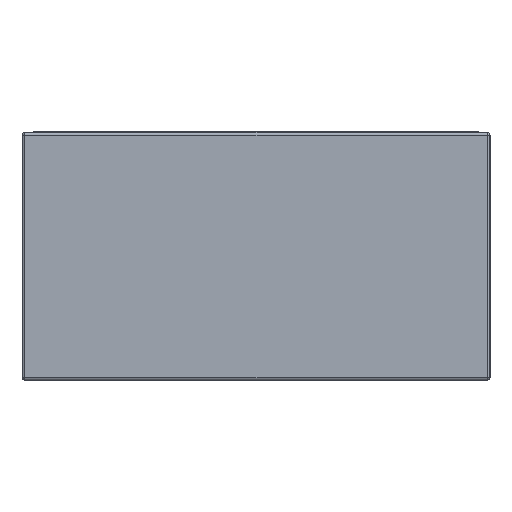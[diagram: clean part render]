
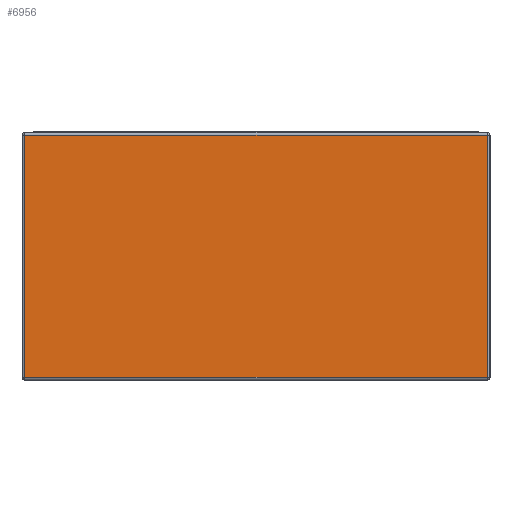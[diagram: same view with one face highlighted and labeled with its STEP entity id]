
A CAD part, left-side view. The second image highlights one B-rep face of the part: STEP entity #6956.
In plain terms, the highlighted planar face has unit normal (-1, 0, 0).
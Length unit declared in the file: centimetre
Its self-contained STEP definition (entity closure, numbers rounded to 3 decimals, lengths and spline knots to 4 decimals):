
#497 = FACE_OUTER_BOUND ( 'NONE', #7279, .T. ) ;
#1301 = CARTESIAN_POINT ( 'NONE',  ( -0.0775, -0.0425, 0.0225 ) ) ;
#2325 = CARTESIAN_POINT ( 'NONE',  ( -0.0775, 0.042, 0.0445 ) ) ;
#2575 = VECTOR ( 'NONE', #3164, 100. ) ;
#2796 = LINE ( 'NONE', #6453, #11466 ) ;
#2935 = ORIENTED_EDGE ( 'NONE', *, *, #8795, .F. ) ;
#3021 = DIRECTION ( 'NONE',  ( -1., 0., 0. ) ) ;
#3159 = VECTOR ( 'NONE', #5708, 100. ) ;
#3164 = DIRECTION ( 'NONE',  ( 0., -1., 0. ) ) ;
#3192 = CARTESIAN_POINT ( 'NONE',  ( -0.0775, -0.042, 0.0445 ) ) ;
#3527 = VECTOR ( 'NONE', #5968, 100. ) ;
#5601 = EDGE_CURVE ( 'NONE', #7395, #9057, #7522, .T. ) ;
#5708 = DIRECTION ( 'NONE',  ( 0., 0., -1. ) ) ;
#5803 = CARTESIAN_POINT ( 'NONE',  ( -0.0775, -0.0425, 0.0445 ) ) ;
#5825 = EDGE_CURVE ( 'NONE', #8480, #6086, #2796, .T. ) ;
#5968 = DIRECTION ( 'NONE',  ( 0., 0., 1. ) ) ;
#6086 = VERTEX_POINT ( 'NONE', #6610 ) ;
#6282 = DIRECTION ( 'NONE',  ( 0., 1., 0. ) ) ;
#6385 = ORIENTED_EDGE ( 'NONE', *, *, #5825, .F. ) ;
#6453 = CARTESIAN_POINT ( 'NONE',  ( -0.0775, -0.0425, 0.0005 ) ) ;
#6610 = CARTESIAN_POINT ( 'NONE',  ( -0.0775, 0.042, 0.0005 ) ) ;
#6956 = ADVANCED_FACE ( 'NONE', ( #497 ), #11565, .T. ) ;
#7059 = AXIS2_PLACEMENT_3D ( 'NONE', #1301, #3021, #8568 ) ;
#7069 = CARTESIAN_POINT ( 'NONE',  ( -0.0775, 0.042, 0.0225 ) ) ;
#7279 = EDGE_LOOP ( 'NONE', ( #2935, #6385, #7910, #9040 ) ) ;
#7395 = VERTEX_POINT ( 'NONE', #2325 ) ;
#7522 = LINE ( 'NONE', #5803, #2575 ) ;
#7750 = CARTESIAN_POINT ( 'NONE',  ( -0.0775, -0.042, 0.0005 ) ) ;
#7859 = LINE ( 'NONE', #7069, #3527 ) ;
#7910 = ORIENTED_EDGE ( 'NONE', *, *, #11477, .F. ) ;
#8480 = VERTEX_POINT ( 'NONE', #7750 ) ;
#8568 = DIRECTION ( 'NONE',  ( 0., 0., 1. ) ) ;
#8795 = EDGE_CURVE ( 'NONE', #6086, #7395, #7859, .T. ) ;
#9040 = ORIENTED_EDGE ( 'NONE', *, *, #5601, .F. ) ;
#9057 = VERTEX_POINT ( 'NONE', #3192 ) ;
#9355 = CARTESIAN_POINT ( 'NONE',  ( -0.0775, -0.042, 0.0225 ) ) ;
#10274 = LINE ( 'NONE', #9355, #3159 ) ;
#11466 = VECTOR ( 'NONE', #6282, 100. ) ;
#11477 = EDGE_CURVE ( 'NONE', #9057, #8480, #10274, .T. ) ;
#11565 = PLANE ( 'NONE',  #7059 ) ;
